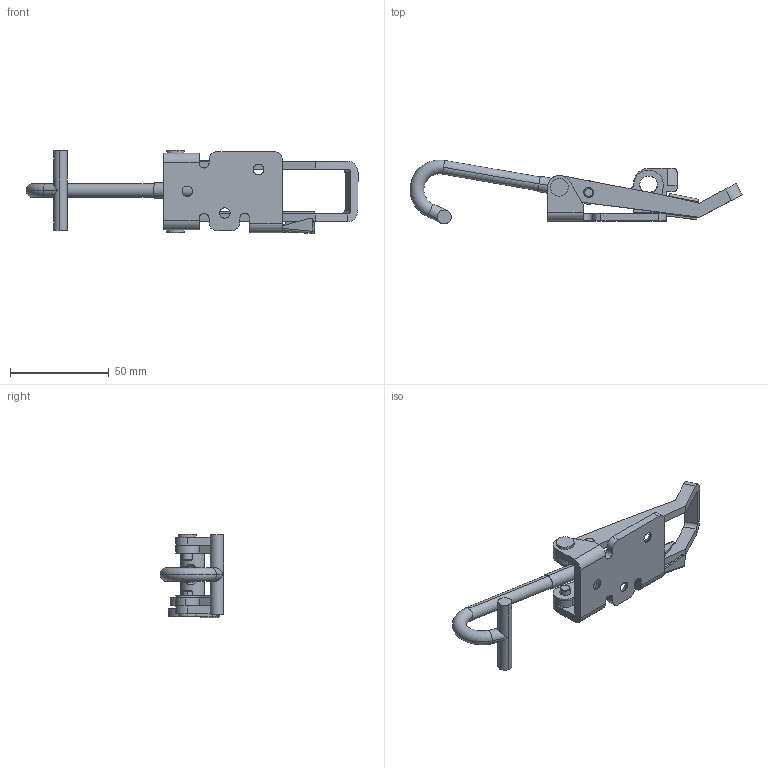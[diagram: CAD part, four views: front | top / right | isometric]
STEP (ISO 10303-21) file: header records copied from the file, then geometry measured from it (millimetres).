
FILE_DESCRIPTION (( 'STEP AP214' ), '1' );
FILE_NAME ('5209603 - 704 BT LC ZP.STEP', '2017-02-08T08:49:33', ( '' ), ( '' ), 'SwSTEP 2.0', 'SolidWorks 2015', '' );
FILE_SCHEMA (( 'AUTOMOTIVE_DESIGN' ));
Length unit declared in the file: millimetre
Products named in the file (7): 74086 - B鐱d T-skruv 703 RF; 704 - Safety Catch; 704 - Mid Cylinder; 704 - Rivet Gradin; 704 - Handle locking eye; 722861 - Platta 704 LC FZB Spärr; 5209603 - 704 BT LC ZP
Assembly tree (7 placements, depth 2):
  5209603 - 704 BT LC ZP
    722861 - Platta 704 LC FZB Spärr
    704 - Handle locking eye
    704 - Rivet Gradin  x2
    704 - Mid Cylinder
    704 - Safety Catch
    74086 - B鐱d T-skruv 703 RF
Bounding box: 167.78 x 32.3 x 42.24 mm (x, y, z)
Volume: 29743.1 mm3; surface area: 21946.9 mm2
Topology: 7 solids, 7 shells, 219 faces, 514 edges, 316 vertices
Faces by surface type: plane 103, cylinder 94, cone 18, bspline 2, torus 2
Entity records: 6535 total; most frequent: CARTESIAN_POINT 1280, DIRECTION 1098, ORIENTED_EDGE 984, EDGE_CURVE 492, AXIS2_PLACEMENT_3D 404, VERTEX_POINT 302, LINE 290, VECTOR 290
